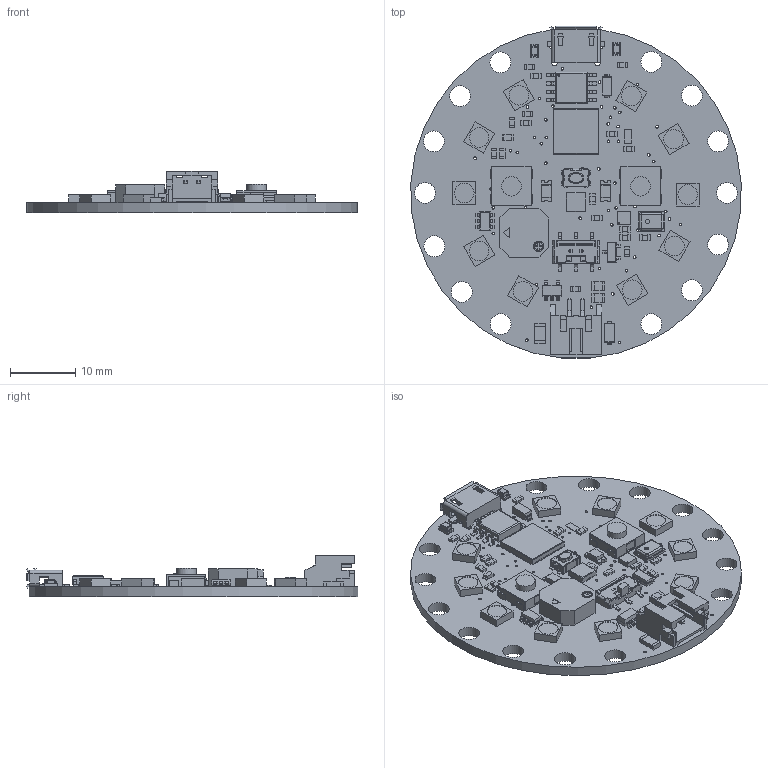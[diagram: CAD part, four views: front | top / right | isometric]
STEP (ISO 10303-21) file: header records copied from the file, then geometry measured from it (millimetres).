
FILE_DESCRIPTION(/* description */ (''),/* implementation_level */ '2;1');
FILE_NAME(/* name */ '3333 Circuit Playground Express.step',/* time_stamp */ '2019-09-24T08:56:20-04:00',/* author */ (''),/* organization */ (''),/* preprocessor_version */ 'ST-DEVELOPER v18',/* originating_system */ 'Autodesk Translation Framework v8.6.0.1094',/* authorisation */ '');
FILE_SCHEMA (('AUTOMOTIVE_DESIGN { 1 0 10303 214 3 1 1 }'));
Length unit declared in the file: millimetre
Products named in the file (26): Adafruit Circuit Playground Express; PCB Component; Board; 10uF; 10K; RED; KMR2; MicroB USB; 3-6VDC; MBR120; EG1390; EVQQ; WS2812B3535; LIS3DH; ALS-PT19-315C; THERM; AP2112K-3.3; 7.5mm SPK; ATSAMD21G18MU; SPI FLASH; 6V+ 500mA; MIC_PDM; VSOP383; IR TX; PAM8301; mmbt2222
Assembly tree (55 placements, depth 3):
  Adafruit Circuit Playground Express
    PCB Component
      Board
      10uF  x2
      10K  x17
      RED  x2
      KMR2
      MicroB USB
      3-6VDC
      MBR120  x2
      EG1390
      EVQQ  x2
      WS2812B3535  x10
      LIS3DH
      ALS-PT19-315C
      THERM
      AP2112K-3.3
      7.5mm SPK
      ATSAMD21G18MU
      SPI FLASH
      6V+ 500mA
      MIC_PDM
      VSOP383
      IR TX  x2
      PAM8301
      mmbt2222
Bounding box: 50.72 x 50.96 x 6.37 mm (x, y, z)
Volume: 3755.7 mm3; surface area: 7228.7 mm2
Topology: 116 solids, 116 shells, 3029 faces, 8120 edges, 5277 vertices
Faces by surface type: plane 2439, cylinder 522, bspline 22, sphere 20, torus 18, cone 8
Full cylindrical faces by diameter (mm): 0.2 x1, 0.3 x1, 0.394 x83, 0.5 x1, 0.65 x1, 0.7 x2, 0.8 x4, 1 x2, 1.2 x1, 1.6 x1, 3 x12, 3.2 x14
Entity records: 82880 total; most frequent: CARTESIAN_POINT 15464, ORIENTED_EDGE 13742, DIRECTION 13016, EDGE_CURVE 6871, LINE 5802, VECTOR 5802, VERTEX_POINT 4457, AXIS2_PLACEMENT_3D 3607
